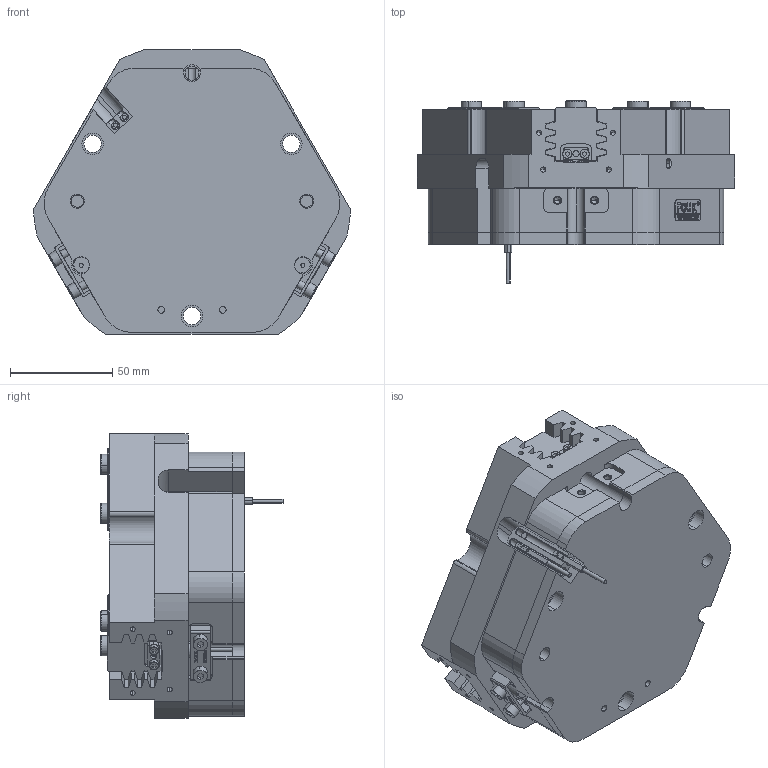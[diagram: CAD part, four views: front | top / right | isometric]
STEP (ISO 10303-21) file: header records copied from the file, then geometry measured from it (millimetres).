
FILE_DESCRIPTION (( 'STEP AP203' ), '1' );
FILE_NAME ('FZ90-155.STEP', '2025-03-30T08:39:26', ( 'USER-' ), ( 'Microsoft' ), 'SwSTEP 2.0', 'SolidWorks 2018', '' );
FILE_SCHEMA (( 'CONFIG_CONTROL_DESIGN' ));
Length unit declared in the file: millimetre
Products named in the file (15): 揤輸; ﾏ擎ﾗ10｡ﾁ8｡ﾁ6; 电容传感器; 揤輸杅耀.sldasm-Part-9; 棠羲換覜ん; 内六角圆柱头螺钉[GBT70_1-2008][M4×12]_M4×12; FZ90-155-M-01 褲极; FZ90-155-M-05 菁裔啣; FZ90-155-M-02 喘倛賑輸; FZ90-155-M-06 笢猾啣; 25x10-R1.5; 20241226-M4 M4換覜ん揤輸.step; 内六角圆柱头螺钉[GBT70_1-2008][M2.5×8]_M2.5×8; FZ90-155-M-07 芢蹋裔; FZ90-155
Assembly tree (32 placements, depth 3):
  FZ90-155
    FZ90-155-M-01 褲极
    FZ90-155-M-02 喘倛賑輸  x3
    FZ90-155-M-05 菁裔啣
    FZ90-155-M-06 笢猾啣
    FZ90-155-M-07 芢蹋裔  x3
    电容传感器  x2
    20241226-M4 M4換覜ん揤輸.step  x2
    揤輸  x3
      揤輸杅耀.sldasm-Part-9
      内六角圆柱头螺钉[GBT70_1-2008][M2.5×8]_M2.5×8
    内六角圆柱头螺钉[GBT70_1-2008][M4×12]_M4×12  x4
    棠羲換覜ん  x2
    ﾏ擎ﾗ10｡ﾁ8｡ﾁ6  x6
    25x10-R1.5
Bounding box: 154.79 x 88.84 x 139 mm (x, y, z)
Volume: 906592.9 mm3; surface area: 169520.6 mm2
Topology: 35 solids, 45 shells, 2239 faces, 5919 edges, 3819 vertices
Faces by surface type: plane 1087, cylinder 527, bspline 377, cone 208, torus 40
Entity records: 56876 total; most frequent: CARTESIAN_POINT 18971, ORIENTED_EDGE 7878, DIRECTION 6654, EDGE_CURVE 3939, VERTEX_POINT 2591, LINE 2566, VECTOR 2566, AXIS2_PLACEMENT_3D 2044
